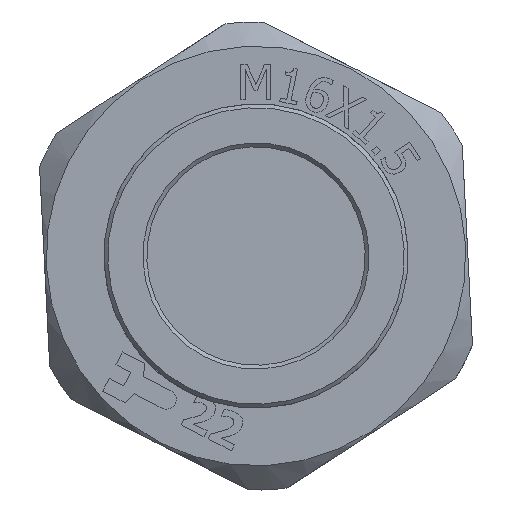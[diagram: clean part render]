
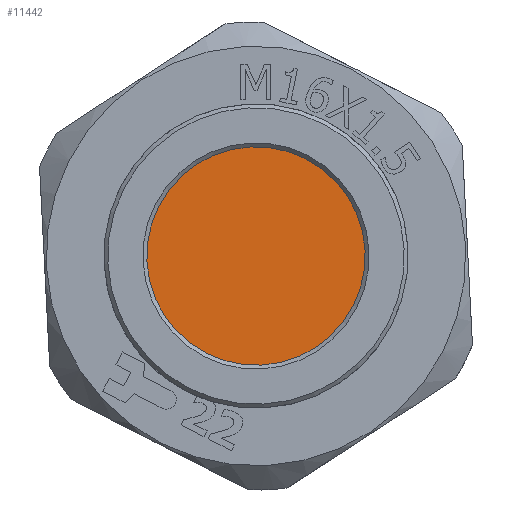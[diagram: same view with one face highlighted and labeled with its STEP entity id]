
A CAD part, front view. The second image highlights one B-rep face of the part: STEP entity #11442.
In plain terms, the highlighted planar face has unit normal (0, -1, 0).
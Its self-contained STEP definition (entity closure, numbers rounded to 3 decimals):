
#527=CIRCLE('',#12090,5.6);
#701=FACE_OUTER_BOUND('',#1325,.T.);
#1325=EDGE_LOOP('',(#7382));
#4427=VERTEX_POINT('',#15487);
#5606=EDGE_CURVE('',#4427,#4427,#527,.T.);
#7382=ORIENTED_EDGE('',*,*,#5606,.F.);
#10919=PLANE('',#12089);
#11442=ADVANCED_FACE('',(#701),#10919,.T.);
#12089=AXIS2_PLACEMENT_3D('',#15486,#12825,#12826);
#12090=AXIS2_PLACEMENT_3D('',#15488,#12827,#12828);
#12825=DIRECTION('center_axis',(0.,-1.,0.));
#12826=DIRECTION('ref_axis',(0.,0.,-1.));
#12827=DIRECTION('center_axis',(0.,1.,0.));
#12828=DIRECTION('ref_axis',(0.999,0.,0.051));
#15486=CARTESIAN_POINT('Origin',(-6.018,34.425,0.));
#15487=CARTESIAN_POINT('',(-11.611,34.425,-0.286));
#15488=CARTESIAN_POINT('Origin',(-6.018,34.425,0.));
